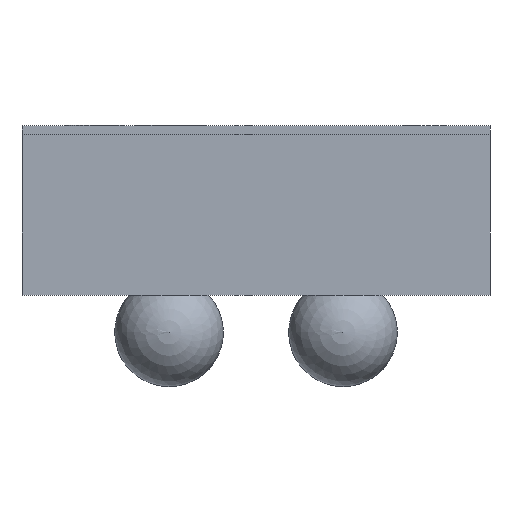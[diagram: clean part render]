
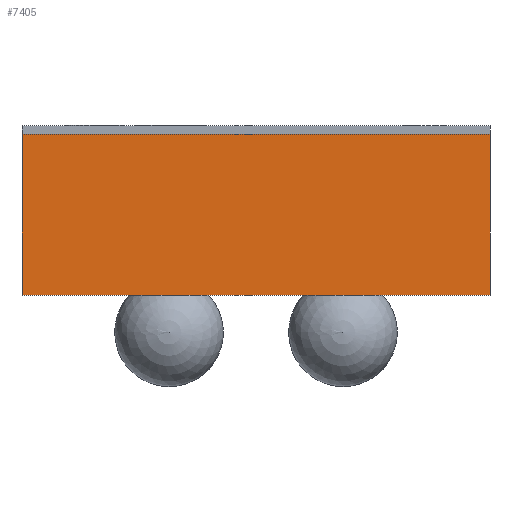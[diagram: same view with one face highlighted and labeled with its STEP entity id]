
A CAD part, front view. The second image highlights one B-rep face of the part: STEP entity #7405.
In plain terms, the highlighted planar face has unit normal (0, -1, 0).
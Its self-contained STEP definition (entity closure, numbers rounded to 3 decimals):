
#764 = CARTESIAN_POINT ( 'NONE',  ( -0.538, -0.907, 0. ) ) ;
#1059 = ORIENTED_EDGE ( 'NONE', *, *, #4200, .T. ) ;
#1424 = ORIENTED_EDGE ( 'NONE', *, *, #3237, .T. ) ;
#1548 = DIRECTION ( 'NONE',  ( 0., 1., 0. ) ) ;
#1819 = DIRECTION ( 'NONE',  ( 0., 0., 1. ) ) ;
#1829 = VERTEX_POINT ( 'NONE', #764 ) ;
#1881 = CARTESIAN_POINT ( 'NONE',  ( 0.538, -0.907, 0. ) ) ;
#2312 = CARTESIAN_POINT ( 'NONE',  ( 0.538, -0.907, -0.37 ) ) ;
#3074 = FACE_OUTER_BOUND ( 'NONE', #11735, .T. ) ;
#3237 = EDGE_CURVE ( 'NONE', #3272, #1829, #12317, .T. ) ;
#3272 = VERTEX_POINT ( 'NONE', #1881 ) ;
#3596 = VECTOR ( 'NONE', #9160, 1000. ) ;
#3635 = CARTESIAN_POINT ( 'NONE',  ( 0.538, -0.907, 0. ) ) ;
#4139 = LINE ( 'NONE', #8012, #5150 ) ;
#4164 = EDGE_CURVE ( 'NONE', #11701, #12567, #4139, .T. ) ;
#4200 = EDGE_CURVE ( 'NONE', #11701, #3272, #9188, .T. ) ;
#4317 = DIRECTION ( 'NONE',  ( 0., 0., 1. ) ) ;
#4943 = DIRECTION ( 'NONE',  ( -1., 0., 0. ) ) ;
#5150 = VECTOR ( 'NONE', #4943, 1000. ) ;
#5303 = LINE ( 'NONE', #9234, #8959 ) ;
#5316 = DIRECTION ( 'NONE',  ( 0., 0., 1. ) ) ;
#5478 = ORIENTED_EDGE ( 'NONE', *, *, #4164, .F. ) ;
#6365 = CARTESIAN_POINT ( 'NONE',  ( 0.538, -0.907, -0.37 ) ) ;
#6990 = PLANE ( 'NONE',  #9115 ) ;
#6998 = EDGE_CURVE ( 'NONE', #12567, #1829, #5303, .T. ) ;
#7405 = ADVANCED_FACE ( 'NONE', ( #3074 ), #6990, .F. ) ;
#8012 = CARTESIAN_POINT ( 'NONE',  ( 0.538, -0.907, -0.37 ) ) ;
#8194 = CARTESIAN_POINT ( 'NONE',  ( 0.538, -0.907, -0.37 ) ) ;
#8891 = CARTESIAN_POINT ( 'NONE',  ( -0.538, -0.907, -0.37 ) ) ;
#8959 = VECTOR ( 'NONE', #1819, 1000. ) ;
#9115 = AXIS2_PLACEMENT_3D ( 'NONE', #8194, #1548, #5316 ) ;
#9160 = DIRECTION ( 'NONE',  ( -1., 0., 0. ) ) ;
#9188 = LINE ( 'NONE', #6365, #12018 ) ;
#9234 = CARTESIAN_POINT ( 'NONE',  ( -0.538, -0.907, -0.37 ) ) ;
#10332 = ORIENTED_EDGE ( 'NONE', *, *, #6998, .F. ) ;
#11701 = VERTEX_POINT ( 'NONE', #2312 ) ;
#11735 = EDGE_LOOP ( 'NONE', ( #1424, #10332, #5478, #1059 ) ) ;
#12018 = VECTOR ( 'NONE', #4317, 1000. ) ;
#12317 = LINE ( 'NONE', #3635, #3596 ) ;
#12567 = VERTEX_POINT ( 'NONE', #8891 ) ;
